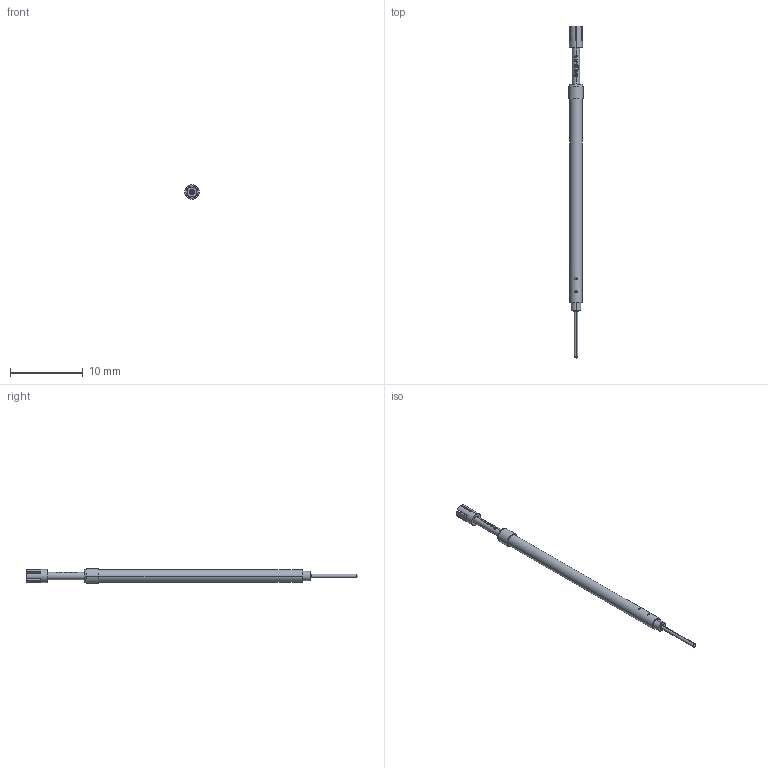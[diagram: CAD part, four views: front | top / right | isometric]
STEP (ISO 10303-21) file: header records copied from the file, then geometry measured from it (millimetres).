
FILE_DESCRIPTION (( 'STEP AP203' ), '1' );
FILE_NAME ('INGUN_SKS-215_319_180_A_xx02_E.STEP', '2022-02-18T06:10:55', ( 'ochi' ), ( '' ), 'SwSTEP 2.0', 'SolidWorks 2018', '' );
FILE_SCHEMA (( 'CONFIG_CONTROL_DESIGN' ));
Length unit declared in the file: millimetre
Products named in the file (1): INGUN_SKS-215_319_180_A_xx02_E
Bounding box: 2 x 45.6 x 2 mm (x, y, z)
Volume: 77.7 mm3; surface area: 225.2 mm2
Topology: 1 solids, 1 shells, 125 faces, 341 edges, 228 vertices
Faces by surface type: plane 59, cylinder 26, bspline 22, cone 18
Entity records: 4456 total; most frequent: CARTESIAN_POINT 1399, ORIENTED_EDGE 682, DIRECTION 537, EDGE_CURVE 341, VERTEX_POINT 228, AXIS2_PLACEMENT_3D 210, EDGE_LOOP 135, ADVANCED_FACE 125
